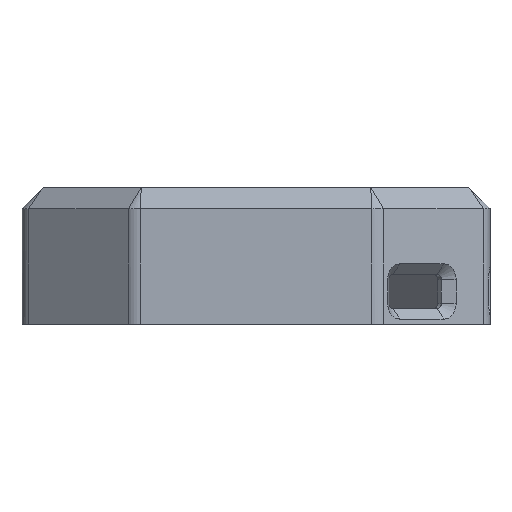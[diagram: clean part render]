
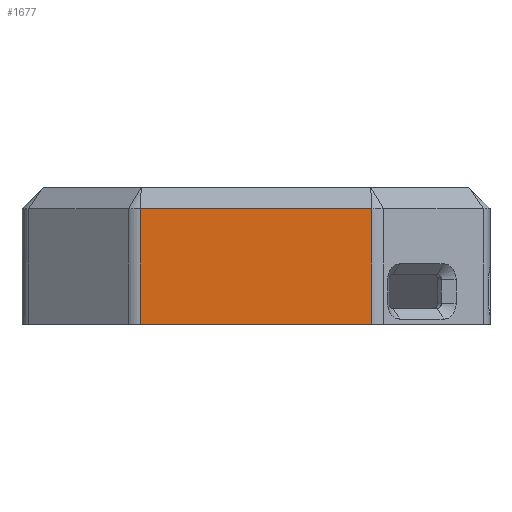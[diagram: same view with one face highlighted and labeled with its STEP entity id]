
A CAD part, front view. The second image highlights one B-rep face of the part: STEP entity #1677.
In plain terms, the highlighted planar face has unit normal (0, -1, 0).
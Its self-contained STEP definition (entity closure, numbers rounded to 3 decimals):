
#340 = VERTEX_POINT('',#341);
#341 = CARTESIAN_POINT('',(-11.,-29.345,0.));
#348 = EDGE_CURVE('',#349,#340,#351,.T.);
#349 = VERTEX_POINT('',#350);
#350 = CARTESIAN_POINT('',(11.,-29.345,0.));
#351 = LINE('',#352,#353);
#352 = CARTESIAN_POINT('',(11.,-29.345,0.));
#353 = VECTOR('',#354,1.);
#354 = DIRECTION('',(-1.,0.,0.));
#1632 = VERTEX_POINT('',#1633);
#1633 = CARTESIAN_POINT('',(-11.,-29.345,11.));
#1641 = EDGE_CURVE('',#340,#1632,#1642,.T.);
#1642 = LINE('',#1643,#1644);
#1643 = CARTESIAN_POINT('',(-11.,-29.345,0.));
#1644 = VECTOR('',#1645,1.);
#1645 = DIRECTION('',(0.,0.,1.));
#1677 = ADVANCED_FACE('',(#1678),#1696,.T.);
#1678 = FACE_BOUND('',#1679,.T.);
#1679 = EDGE_LOOP('',(#1680,#1688,#1694,#1695));
#1680 = ORIENTED_EDGE('',*,*,#1681,.T.);
#1681 = EDGE_CURVE('',#349,#1682,#1684,.T.);
#1682 = VERTEX_POINT('',#1683);
#1683 = CARTESIAN_POINT('',(11.,-29.345,11.));
#1684 = LINE('',#1685,#1686);
#1685 = CARTESIAN_POINT('',(11.,-29.345,0.));
#1686 = VECTOR('',#1687,1.);
#1687 = DIRECTION('',(0.,0.,1.));
#1688 = ORIENTED_EDGE('',*,*,#1689,.T.);
#1689 = EDGE_CURVE('',#1682,#1632,#1690,.T.);
#1690 = LINE('',#1691,#1692);
#1691 = CARTESIAN_POINT('',(11.,-29.345,11.));
#1692 = VECTOR('',#1693,1.);
#1693 = DIRECTION('',(-1.,0.,0.));
#1694 = ORIENTED_EDGE('',*,*,#1641,.F.);
#1695 = ORIENTED_EDGE('',*,*,#348,.F.);
#1696 = PLANE('',#1697);
#1697 = AXIS2_PLACEMENT_3D('',#1698,#1699,#1700);
#1698 = CARTESIAN_POINT('',(11.,-29.345,0.));
#1699 = DIRECTION('',(0.,-1.,0.));
#1700 = DIRECTION('',(-1.,0.,0.));
